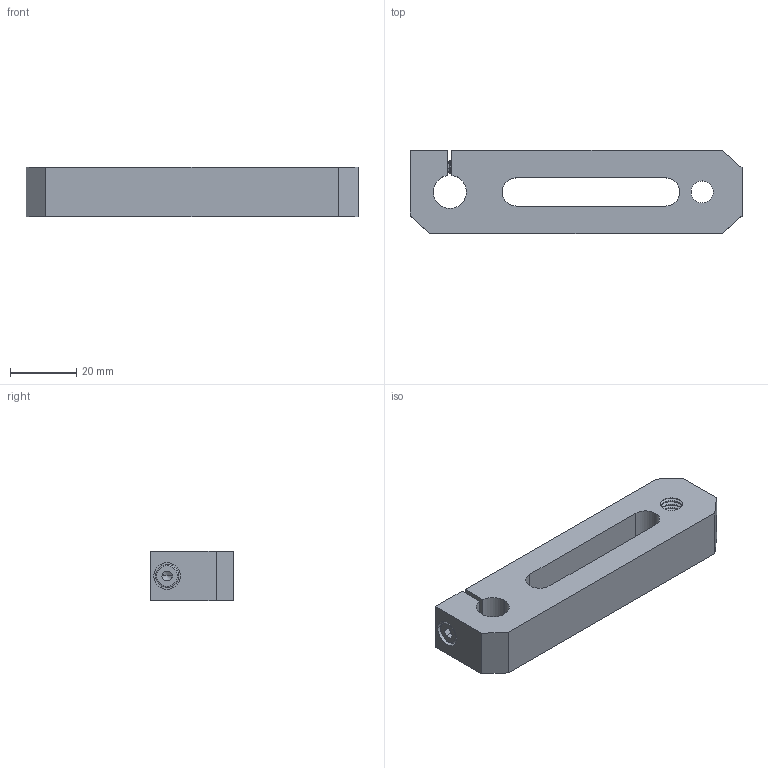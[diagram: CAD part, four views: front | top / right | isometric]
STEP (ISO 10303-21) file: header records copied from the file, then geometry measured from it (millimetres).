
FILE_DESCRIPTION(('STEP AP214'),'1');
FILE_NAME(' ',' ',('TraceParts'),('TraceParts S.A.'),'XStep 1.0',' ',' ');
FILE_SCHEMA(('automotive_design'));
Length unit declared in the file: millimetre
Products named in the file (1): 1
Bounding box: 100 x 25 x 15 mm (x, y, z)
Volume: 28187.2 mm3; surface area: 10581.4 mm2
Topology: 1 solids, 1 shells, 179 faces, 381 edges, 205 vertices
Faces by surface type: torus 58, cone 58, cylinder 41, plane 22
Entity records: 9117 total; most frequent: DIRECTION 959, CARTESIAN_POINT 776, STYLED_ITEM 764, PRESENTATION_STYLE_ASSIGNMENT 764, COLOUR_RGB 764, ORIENTED_EDGE 758, AXIS2_PLACEMENT_3D 406, EDGE_CURVE 379
